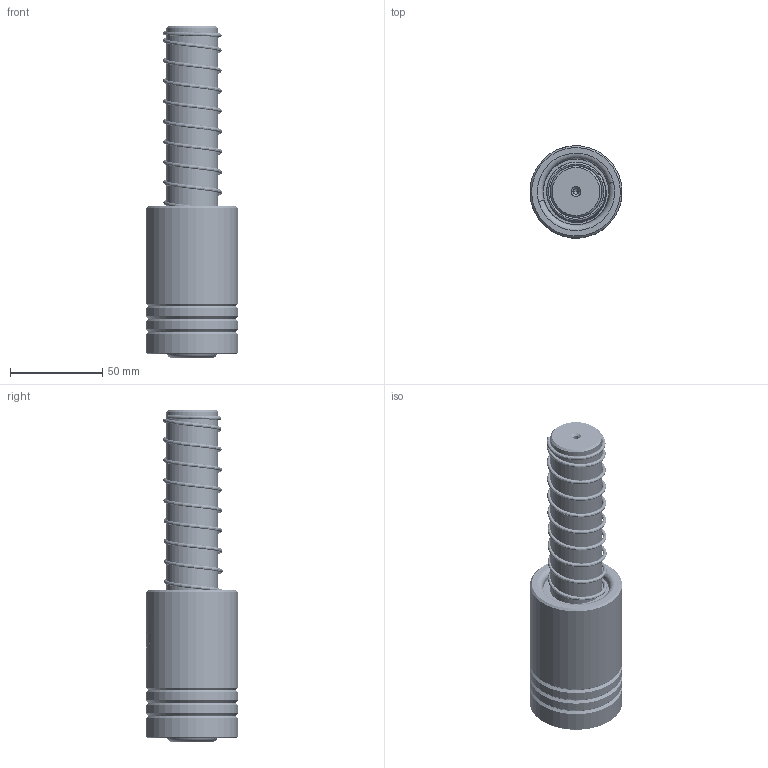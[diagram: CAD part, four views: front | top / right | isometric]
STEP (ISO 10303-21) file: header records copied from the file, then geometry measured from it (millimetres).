
FILE_DESCRIPTION (( 'STEP AP214' ), '1' );
FILE_NAME ('LBSH LBJH-D28-L180£¨BL-80£©.STEP', '2021-08-13T03:24:56', ( '' ), ( '' ), 'SwSTEP 2.0', 'SolidWorks 2016', '' );
FILE_SCHEMA (( 'AUTOMOTIVE_DESIGN' ));
Length unit declared in the file: millimetre
Products named in the file (299): BALL-D4; LBSH LBJH-D28-L180（BL-80）; HWP-D31.3-d28.5-L110; TBB-D50-d36-L80; BSH-35.5-28.5-L75; BSH-D35.5-28.5-L75郪蚾; DDP-D28-L180
Assembly tree (294 placements, depth 3):
  BALL-D4
  BALL-D4
  BALL-D4
  BALL-D4
  BALL-D4
Bounding box: 49.84 x 49.88 x 180 mm (x, y, z)
Volume: 211918.4 mm3; surface area: 88394.5 mm2
Topology: 290 solids, 290 shells, 1241 faces, 5455 edges, 3626 vertices
Faces by surface type: sphere 1144, cone 28, cylinder 24, torus 16, plane 15, bspline 14
Entity records: 59570 total; most frequent: CARTESIAN_POINT 36698, ORIENTED_EDGE 4028, DIRECTION 3358, EDGE_CURVE 2014, AXIS2_PLACEMENT_3D 1633, VERTEX_POINT 1326, B_SPLINE_CURVE_WITH_KNOTS 1249, EDGE_LOOP 1220
